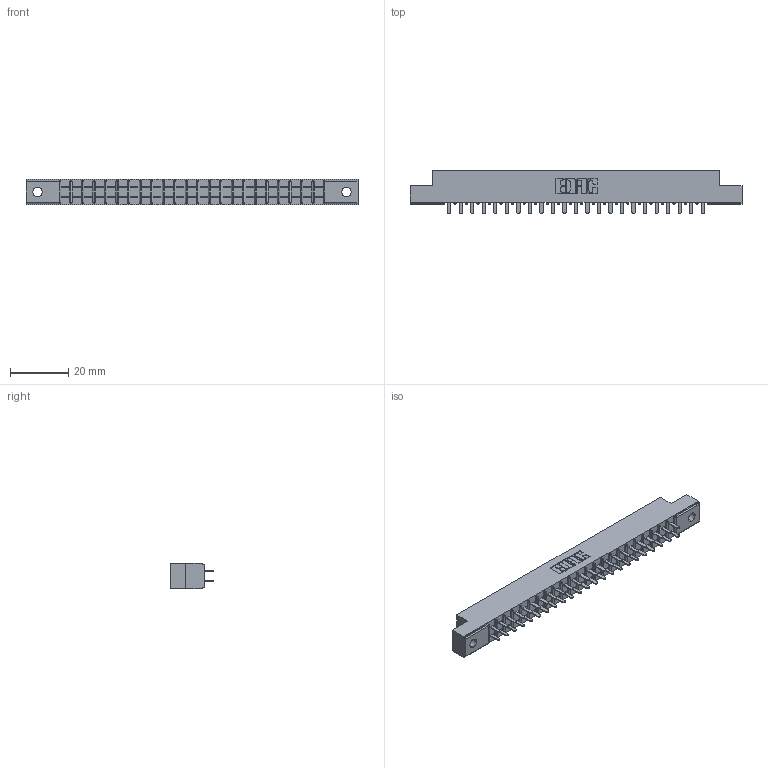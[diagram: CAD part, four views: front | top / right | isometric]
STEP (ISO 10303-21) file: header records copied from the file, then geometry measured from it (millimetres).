
FILE_DESCRIPTION (( 'STEP AP203' ), '1' );
FILE_NAME ('315-046-521-202.STEP', '2019-09-10T18:02:30', ( '' ), ( '' ), 'SwSTEP 2.0', 'SolidWorks 2016', '' );
FILE_SCHEMA (( 'CONFIG_CONTROL_DESIGN' ));
Length unit declared in the file: inch
Products named in the file (3): 305-290-001_521; 305 Part_.128 Dia; 315-046-521-202
Assembly tree (47 placements, depth 2):
  315-046-521-202
    305 Part_.128 Dia
    305-290-001_521  x46
Bounding box: 114.15 x 14.86 x 8.71 mm (x, y, z)
Volume: 7082.1 mm3; surface area: 12975.7 mm2
Topology: 47 solids, 47 shells, 2232 faces, 6365 edges, 4118 vertices
Faces by surface type: plane 1310, cylinder 830, sphere 92
Entity records: 27098 total; most frequent: CARTESIAN_POINT 4483, ORIENTED_EDGE 4446, DIRECTION 4351, EDGE_CURVE 2223, VECTOR 1779, LINE 1779, VERTEX_POINT 1418, AXIS2_PLACEMENT_3D 1286
